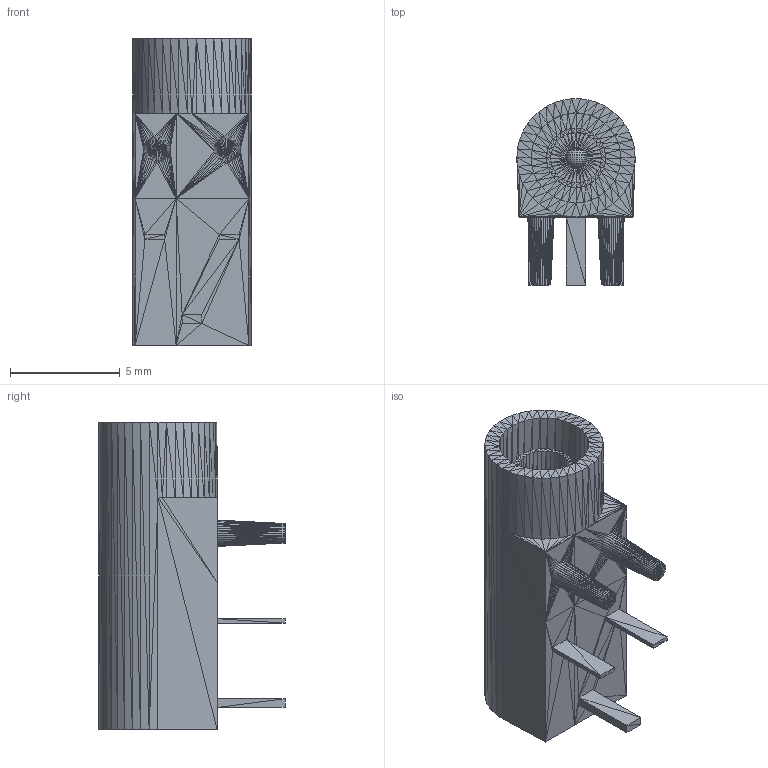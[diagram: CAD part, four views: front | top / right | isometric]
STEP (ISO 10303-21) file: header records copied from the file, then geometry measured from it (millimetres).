
FILE_DESCRIPTION(('FreeCAD Model'),'2;1');
FILE_NAME('Open CASCADE Shape Model','2024-07-04T15:56:20',('Author'),( ''),'Open CASCADE STEP processor 7.6','FreeCAD','Unknown');
FILE_SCHEMA(('AUTOMOTIVE_DESIGN { 1 0 10303 214 1 1 1 1 }'));
Length unit declared in the file: millimetre
Products named in the file (1): Safety_Plug_Dc_2_35mm_Socket_For_Tens_Ems_Machines__1_001
Bounding box: 5.4 x 8.49 x 14 mm (x, y, z)
Surface area: 602.2 mm2 (no closed solid volume)
Topology: 0 solids, 1682 shells, 1682 faces, 5046 edges, 5046 vertices
Faces by surface type: plane 1682
Entity records: 72345 total; most frequent: CARTESIAN_POINT 11775, DIRECTION 8412, ORIENTED_EDGE 5046, EDGE_CURVE 5046, VERTEX_POINT 5046, LINE 5046, VECTOR 5046, AXIS2_PLACEMENT_3D 1683
